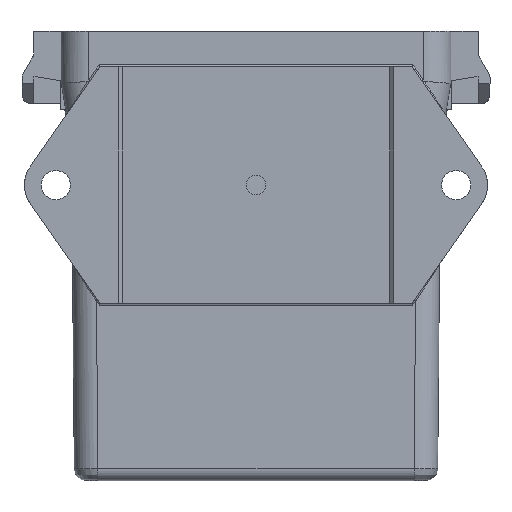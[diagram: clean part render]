
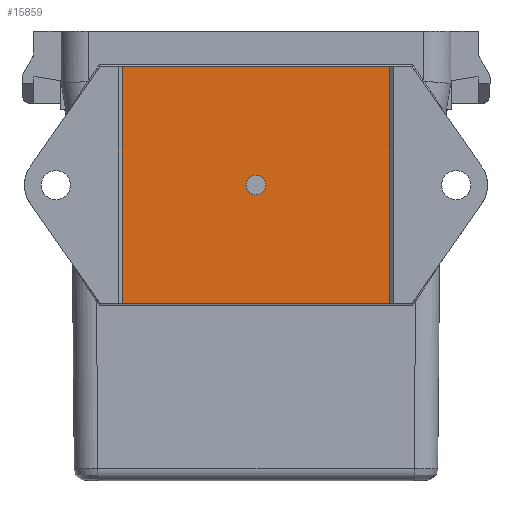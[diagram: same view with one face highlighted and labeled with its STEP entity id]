
A CAD part, front view. The second image highlights one B-rep face of the part: STEP entity #15859.
In plain terms, the highlighted planar face has unit normal (0, -1, 0).
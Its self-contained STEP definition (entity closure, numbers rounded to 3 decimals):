
#848=DIRECTION('',(0.,0.,-1.));
#849=VECTOR('',#848,59.995);
#850=CARTESIAN_POINT('',(-34.01,-17.5,-8.992));
#851=LINE('',#850,#849);
#864=DIRECTION('',(-1.,0.,0.));
#865=VECTOR('',#864,68.02);
#866=CARTESIAN_POINT('',(34.01,-17.5,-8.992));
#867=LINE('',#866,#865);
#2753=DIRECTION('',(-1.,0.,0.));
#2754=VECTOR('',#2753,68.02);
#2755=CARTESIAN_POINT('',(34.01,-17.5,-68.987));
#2756=LINE('',#2755,#2754);
#2761=DIRECTION('',(0.,0.,-1.));
#2762=VECTOR('',#2761,59.995);
#2763=CARTESIAN_POINT('',(34.01,-17.5,-8.992));
#2764=LINE('',#2763,#2762);
#2765=CARTESIAN_POINT('',(0.,-17.5,-38.989));
#2766=DIRECTION('',(0.,1.,0.));
#2767=DIRECTION('',(0.,0.,1.));
#2768=AXIS2_PLACEMENT_3D('',#2765,#2766,#2767);
#2770=CARTESIAN_POINT('',(0.,-17.5,-38.989));
#2771=DIRECTION('',(0.,1.,0.));
#2772=DIRECTION('',(0.,0.,-1.));
#2773=AXIS2_PLACEMENT_3D('',#2770,#2771,#2772);
#9906=CARTESIAN_POINT('',(34.01,-17.5,-68.987));
#9907=CARTESIAN_POINT('',(-34.01,-17.5,-68.987));
#9908=VERTEX_POINT('',#9906);
#9909=VERTEX_POINT('',#9907);
#9910=CARTESIAN_POINT('',(34.01,-17.5,-8.992));
#9911=CARTESIAN_POINT('',(-34.01,-17.5,-8.992));
#9912=VERTEX_POINT('',#9910);
#9913=VERTEX_POINT('',#9911);
#10038=CARTESIAN_POINT('',(0.,-17.5,-36.487));
#10039=CARTESIAN_POINT('',(0.,-17.5,-41.491));
#10040=VERTEX_POINT('',#10038);
#10041=VERTEX_POINT('',#10039);
#15841=CARTESIAN_POINT('',(34.01,-17.5,-8.992));
#15842=DIRECTION('',(0.,1.,0.));
#15843=DIRECTION('',(-1.,0.,0.));
#15844=AXIS2_PLACEMENT_3D('',#15841,#15842,#15843);
#15845=PLANE('',#15844);
#15846=ORIENTED_EDGE('',*,*,#15832,.T.);
#15847=ORIENTED_EDGE('',*,*,#12436,.F.);
#15848=ORIENTED_EDGE('',*,*,#12454,.F.);
#15850=ORIENTED_EDGE('',*,*,#15849,.T.);
#15851=EDGE_LOOP('',(#15846,#15847,#15848,#15850));
#15852=FACE_OUTER_BOUND('',#15851,.F.);
#15854=ORIENTED_EDGE('',*,*,#15853,.F.);
#15856=ORIENTED_EDGE('',*,*,#15855,.F.);
#15857=EDGE_LOOP('',(#15854,#15856));
#15858=FACE_BOUND('',#15857,.F.);
#2769=CIRCLE('',#2768,2.502);
#2774=CIRCLE('',#2773,2.502);
#12436=EDGE_CURVE('',#9913,#9909,#851,.T.);
#12454=EDGE_CURVE('',#9912,#9913,#867,.T.);
#15832=EDGE_CURVE('',#9908,#9909,#2756,.T.);
#15849=EDGE_CURVE('',#9912,#9908,#2764,.T.);
#15853=EDGE_CURVE('',#10040,#10041,#2769,.T.);
#15855=EDGE_CURVE('',#10041,#10040,#2774,.T.);
#15859=ADVANCED_FACE('',(#15852,#15858),#15845,.F.);
